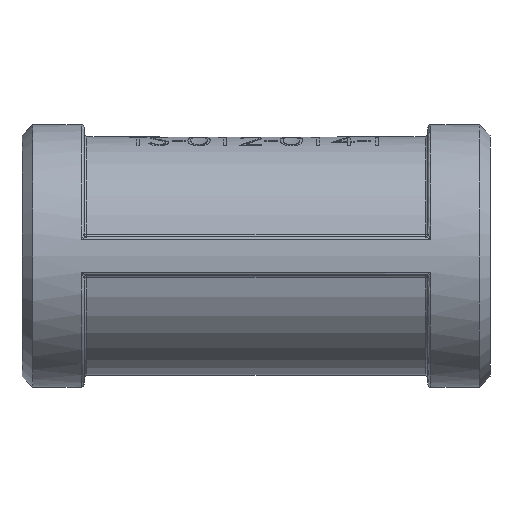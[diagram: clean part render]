
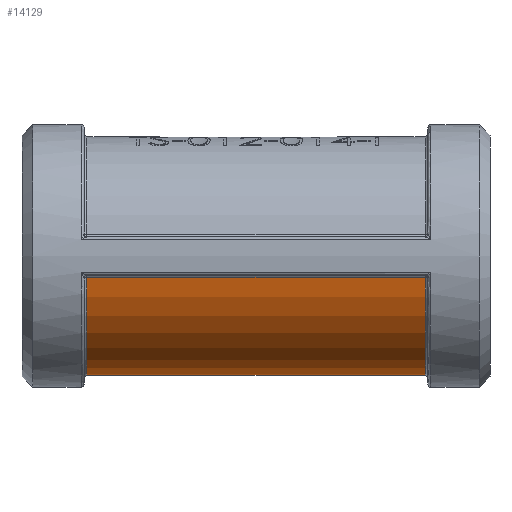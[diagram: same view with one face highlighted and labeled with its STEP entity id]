
A CAD part, front view. The second image highlights one B-rep face of the part: STEP entity #14129.
In plain terms, the highlighted cylindrical face has radius 12.5 mm (diameter 25 mm), a partial arc.
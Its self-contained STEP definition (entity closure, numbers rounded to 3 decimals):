
#153 = B_SPLINE_CURVE_WITH_KNOTS ( 'NONE', 3,
 ( #1176, #1174, #1130, #1167, #1131, #1161, #1144 ),
 .UNSPECIFIED., .F., .F.,
 ( 4, 1, 1, 1, 4 ),
 ( 0., 0.429, 0.714, 0.857, 1. ),
 .UNSPECIFIED. ) ;
#306 = B_SPLINE_CURVE_WITH_KNOTS ( 'NONE', 3,
 ( #22842, #22878, #22907, #22869, #22855, #22817, #22900 ),
 .UNSPECIFIED., .F., .F.,
 ( 4, 1, 1, 1, 4 ),
 ( 0., 0.286, 0.429, 0.714, 1. ),
 .UNSPECIFIED. ) ;
#979 = LINE ( 'NONE', #981, #3622 ) ;
#981 = CARTESIAN_POINT ( 'NONE',  ( 0., 12.297, -2.246 ) ) ;
#985 = DIRECTION ( 'NONE',  ( 1., 0., 0. ) ) ;
#994 = LINE ( 'NONE', #1002, #3629 ) ;
#1001 = DIRECTION ( 'NONE',  ( -1., 0., 0. ) ) ;
#1002 = CARTESIAN_POINT ( 'NONE',  ( 0., -12.297, -2.246 ) ) ;
#1130 = CARTESIAN_POINT ( 'NONE',  ( 8.664, 10.822, -6.582 ) ) ;
#1131 = CARTESIAN_POINT ( 'NONE',  ( 2.297, 8.522, -9.15 ) ) ;
#1144 = CARTESIAN_POINT ( 'NONE',  ( 0., 8.381, -9.274 ) ) ;
#1161 = CARTESIAN_POINT ( 'NONE',  ( 0.767, 8.381, -9.274 ) ) ;
#1166 = LINE ( 'NONE', #1170, #3600 ) ;
#1167 = CARTESIAN_POINT ( 'NONE',  ( 5.121, 9.249, -8.442 ) ) ;
#1169 = DIRECTION ( 'NONE',  ( -1., 0., 0. ) ) ;
#1170 = CARTESIAN_POINT ( 'NONE',  ( 0., 12.297, -2.246 ) ) ;
#1174 = CARTESIAN_POINT ( 'NONE',  ( 10.609, 11.973, -4.018 ) ) ;
#1176 = CARTESIAN_POINT ( 'NONE',  ( 11.158, 12.297, -2.246 ) ) ;
#3542 = CIRCLE ( 'NONE', #3554, 12.5 ) ;
#3554 = AXIS2_PLACEMENT_3D ( 'NONE', #13949, #13932, #13919 ) ;
#3600 = VECTOR ( 'NONE', #1169, 1000. ) ;
#3622 = VECTOR ( 'NONE', #1001, 1000. ) ;
#3629 = VECTOR ( 'NONE', #985, 1000. ) ;
#3846 = CIRCLE ( 'NONE', #3848, 12.5 ) ;
#3848 = AXIS2_PLACEMENT_3D ( 'NONE', #23163, #23191, #23188 ) ;
#3914 = AXIS2_PLACEMENT_3D ( 'NONE', #12824, #12832, #12836 ) ;
#4517 = EDGE_CURVE ( 'NONE', #20003, #19995, #3542, .T. ) ;
#4522 = EDGE_CURVE ( 'NONE', #19981, #20002, #979, .T. ) ;
#4523 = EDGE_CURVE ( 'NONE', #19993, #20003, #994, .T. ) ;
#4549 = EDGE_CURVE ( 'NONE', #20008, #20007, #153, .T. ) ;
#4550 = EDGE_CURVE ( 'NONE', #19995, #20008, #1166, .T. ) ;
#12824 = CARTESIAN_POINT ( 'NONE',  ( 0., 0., 0. ) ) ;
#12832 = DIRECTION ( 'NONE',  ( 1., 0., 0. ) ) ;
#12836 = DIRECTION ( 'NONE',  ( 0., -1., 0. ) ) ;
#12849 = CYLINDRICAL_SURFACE ( 'NONE', #3914, 12.5 ) ;
#12855 = FACE_OUTER_BOUND ( 'NONE', #17913, .T. ) ;
#13919 = DIRECTION ( 'NONE',  ( 0., 0., -1. ) ) ;
#13932 = DIRECTION ( 'NONE',  ( 1., 0., 0. ) ) ;
#13949 = CARTESIAN_POINT ( 'NONE',  ( 17.7, 0., 0. ) ) ;
#14066 = EDGE_CURVE ( 'NONE', #20007, #19981, #306, .T. ) ;
#14084 = EDGE_CURVE ( 'NONE', #20002, #19993, #3846, .T. ) ;
#14129 = ADVANCED_FACE ( 'NONE', ( #12855 ), #12849, .T. ) ;
#15339 = CARTESIAN_POINT ( 'NONE',  ( -11.158, 12.297, -2.246 ) ) ;
#15375 = CARTESIAN_POINT ( 'NONE',  ( 0., 8.381, -9.274 ) ) ;
#15388 = CARTESIAN_POINT ( 'NONE',  ( -17.7, -12.297, -2.246 ) ) ;
#15389 = CARTESIAN_POINT ( 'NONE',  ( 11.158, 12.297, -2.246 ) ) ;
#15397 = CARTESIAN_POINT ( 'NONE',  ( 17.7, -12.297, -2.246 ) ) ;
#15399 = CARTESIAN_POINT ( 'NONE',  ( -17.7, 12.297, -2.246 ) ) ;
#15404 = CARTESIAN_POINT ( 'NONE',  ( 17.7, 12.297, -2.246 ) ) ;
#17913 = EDGE_LOOP ( 'NONE', ( #20705, #20677, #20708, #20695, #20680, #20632, #20703 ) ) ;
#19981 = VERTEX_POINT ( 'NONE', #15339 ) ;
#19993 = VERTEX_POINT ( 'NONE', #15388 ) ;
#19995 = VERTEX_POINT ( 'NONE', #15404 ) ;
#20002 = VERTEX_POINT ( 'NONE', #15399 ) ;
#20003 = VERTEX_POINT ( 'NONE', #15397 ) ;
#20007 = VERTEX_POINT ( 'NONE', #15375 ) ;
#20008 = VERTEX_POINT ( 'NONE', #15389 ) ;
#20632 = ORIENTED_EDGE ( 'NONE', *, *, #4549, .F. ) ;
#20677 = ORIENTED_EDGE ( 'NONE', *, *, #4523, .F. ) ;
#20680 = ORIENTED_EDGE ( 'NONE', *, *, #14066, .F. ) ;
#20695 = ORIENTED_EDGE ( 'NONE', *, *, #4522, .F. ) ;
#20703 = ORIENTED_EDGE ( 'NONE', *, *, #4550, .F. ) ;
#20705 = ORIENTED_EDGE ( 'NONE', *, *, #4517, .F. ) ;
#20708 = ORIENTED_EDGE ( 'NONE', *, *, #14084, .F. ) ;
#22817 = CARTESIAN_POINT ( 'NONE',  ( -10.792, 12.081, -3.427 ) ) ;
#22842 = CARTESIAN_POINT ( 'NONE',  ( 0., 8.381, -9.274 ) ) ;
#22855 = CARTESIAN_POINT ( 'NONE',  ( -9.499, 11.324, -5.597 ) ) ;
#22869 = CARTESIAN_POINT ( 'NONE',  ( -6.925, 10.016, -7.55 ) ) ;
#22878 = CARTESIAN_POINT ( 'NONE',  ( -1.533, 8.381, -9.274 ) ) ;
#22900 = CARTESIAN_POINT ( 'NONE',  ( -11.158, 12.297, -2.246 ) ) ;
#22907 = CARTESIAN_POINT ( 'NONE',  ( -3.79, 8.827, -8.891 ) ) ;
#23163 = CARTESIAN_POINT ( 'NONE',  ( -17.7, 0., 0. ) ) ;
#23188 = DIRECTION ( 'NONE',  ( 0., 0., -1. ) ) ;
#23191 = DIRECTION ( 'NONE',  ( -1., 0., 0. ) ) ;
